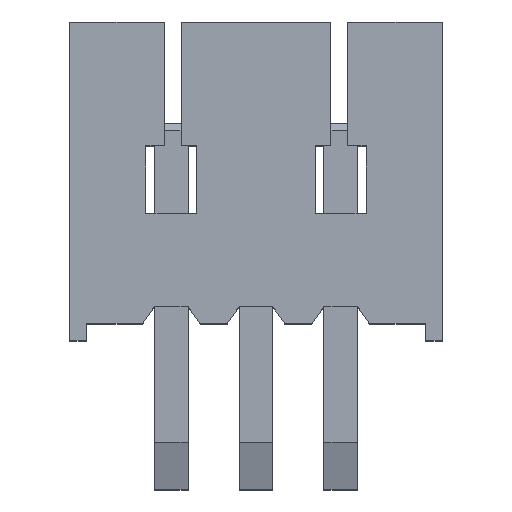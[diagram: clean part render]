
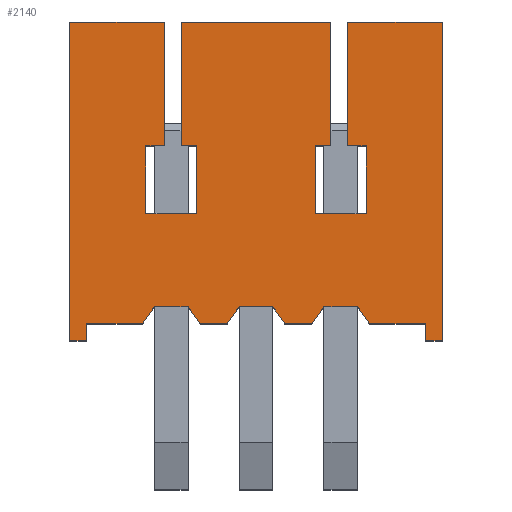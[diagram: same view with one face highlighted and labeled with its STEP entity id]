
A CAD part, top view. The second image highlights one B-rep face of the part: STEP entity #2140.
In plain terms, the highlighted planar face has unit normal (0, 0, 1).
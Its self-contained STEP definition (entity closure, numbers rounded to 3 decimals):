
#102=FACE_OUTER_BOUND('',#215,.T.);
#215=EDGE_LOOP('',(#1655,#1656,#1657,#1658,#1659,#1660,#1661,#1662,#1663,
#1664,#1665,#1666,#1667,#1668,#1669,#1670,#1671,#1672,#1673,#1674,#1675,
#1676,#1677,#1678,#1679,#1680,#1681,#1682,#1683,#1684,#1685,#1686,#1687,
#1688,#1689,#1690));
#388=LINE('',#3101,#688);
#394=LINE('',#3113,#694);
#397=LINE('',#3119,#697);
#400=LINE('',#3125,#700);
#403=LINE('',#3130,#703);
#405=LINE('',#3134,#705);
#408=LINE('',#3140,#708);
#411=LINE('',#3146,#711);
#414=LINE('',#3152,#714);
#418=LINE('',#3161,#718);
#421=LINE('',#3165,#721);
#423=LINE('',#3170,#723);
#426=LINE('',#3176,#726);
#429=LINE('',#3180,#729);
#432=LINE('',#3186,#732);
#435=LINE('',#3192,#735);
#436=LINE('',#3195,#736);
#439=LINE('',#3201,#739);
#440=LINE('',#3203,#740);
#441=LINE('',#3205,#741);
#442=LINE('',#3207,#742);
#443=LINE('',#3209,#743);
#444=LINE('',#3211,#744);
#445=LINE('',#3213,#745);
#446=LINE('',#3215,#746);
#447=LINE('',#3217,#747);
#448=LINE('',#3219,#748);
#449=LINE('',#3221,#749);
#450=LINE('',#3223,#750);
#451=LINE('',#3225,#751);
#452=LINE('',#3227,#752);
#453=LINE('',#3229,#753);
#454=LINE('',#3231,#754);
#455=LINE('',#3233,#755);
#456=LINE('',#3235,#756);
#457=LINE('',#3236,#757);
#688=VECTOR('',#2544,10.);
#694=VECTOR('',#2554,10.);
#697=VECTOR('',#2559,10.);
#700=VECTOR('',#2564,10.);
#703=VECTOR('',#2569,10.);
#705=VECTOR('',#2573,10.);
#708=VECTOR('',#2578,10.);
#711=VECTOR('',#2583,10.);
#714=VECTOR('',#2588,10.);
#718=VECTOR('',#2594,10.);
#721=VECTOR('',#2599,10.);
#723=VECTOR('',#2603,10.);
#726=VECTOR('',#2608,10.);
#729=VECTOR('',#2613,10.);
#732=VECTOR('',#2618,10.);
#735=VECTOR('',#2623,10.);
#736=VECTOR('',#2626,10.);
#739=VECTOR('',#2631,10.);
#740=VECTOR('',#2632,10.);
#741=VECTOR('',#2633,10.);
#742=VECTOR('',#2634,10.);
#743=VECTOR('',#2635,10.);
#744=VECTOR('',#2636,10.);
#745=VECTOR('',#2637,10.);
#746=VECTOR('',#2638,10.);
#747=VECTOR('',#2639,10.);
#748=VECTOR('',#2640,10.);
#749=VECTOR('',#2641,10.);
#750=VECTOR('',#2642,10.);
#751=VECTOR('',#2643,10.);
#752=VECTOR('',#2644,10.);
#753=VECTOR('',#2645,10.);
#754=VECTOR('',#2646,10.);
#755=VECTOR('',#2647,10.);
#756=VECTOR('',#2648,10.);
#757=VECTOR('',#2649,10.);
#943=VERTEX_POINT('',#3098);
#944=VERTEX_POINT('',#3100);
#947=VERTEX_POINT('',#3110);
#948=VERTEX_POINT('',#3112);
#950=VERTEX_POINT('',#3118);
#952=VERTEX_POINT('',#3124);
#953=VERTEX_POINT('',#3129);
#954=VERTEX_POINT('',#3133);
#956=VERTEX_POINT('',#3139);
#958=VERTEX_POINT('',#3145);
#960=VERTEX_POINT('',#3151);
#963=VERTEX_POINT('',#3158);
#964=VERTEX_POINT('',#3160);
#966=VERTEX_POINT('',#3169);
#968=VERTEX_POINT('',#3175);
#970=VERTEX_POINT('',#3184);
#972=VERTEX_POINT('',#3190);
#973=VERTEX_POINT('',#3194);
#975=VERTEX_POINT('',#3200);
#976=VERTEX_POINT('',#3202);
#977=VERTEX_POINT('',#3204);
#978=VERTEX_POINT('',#3206);
#979=VERTEX_POINT('',#3208);
#980=VERTEX_POINT('',#3210);
#981=VERTEX_POINT('',#3212);
#982=VERTEX_POINT('',#3214);
#983=VERTEX_POINT('',#3216);
#984=VERTEX_POINT('',#3218);
#985=VERTEX_POINT('',#3220);
#986=VERTEX_POINT('',#3222);
#987=VERTEX_POINT('',#3224);
#988=VERTEX_POINT('',#3226);
#989=VERTEX_POINT('',#3228);
#990=VERTEX_POINT('',#3230);
#991=VERTEX_POINT('',#3232);
#992=VERTEX_POINT('',#3234);
#1180=EDGE_CURVE('',#944,#943,#388,.T.);
#1186=EDGE_CURVE('',#948,#947,#394,.T.);
#1189=EDGE_CURVE('',#950,#944,#397,.T.);
#1192=EDGE_CURVE('',#952,#950,#400,.T.);
#1195=EDGE_CURVE('',#953,#952,#403,.T.);
#1197=EDGE_CURVE('',#954,#953,#405,.T.);
#1200=EDGE_CURVE('',#956,#954,#408,.T.);
#1203=EDGE_CURVE('',#958,#956,#411,.T.);
#1206=EDGE_CURVE('',#960,#958,#414,.T.);
#1210=EDGE_CURVE('',#964,#963,#418,.T.);
#1213=EDGE_CURVE('',#947,#964,#421,.T.);
#1215=EDGE_CURVE('',#966,#948,#423,.T.);
#1218=EDGE_CURVE('',#968,#966,#426,.T.);
#1221=EDGE_CURVE('',#943,#968,#429,.T.);
#1224=EDGE_CURVE('',#963,#970,#432,.T.);
#1227=EDGE_CURVE('',#970,#972,#435,.T.);
#1228=EDGE_CURVE('',#973,#960,#436,.T.);
#1231=EDGE_CURVE('',#972,#975,#439,.T.);
#1232=EDGE_CURVE('',#976,#975,#440,.T.);
#1233=EDGE_CURVE('',#976,#977,#441,.T.);
#1234=EDGE_CURVE('',#977,#978,#442,.T.);
#1235=EDGE_CURVE('',#978,#979,#443,.T.);
#1236=EDGE_CURVE('',#979,#980,#444,.T.);
#1237=EDGE_CURVE('',#980,#981,#445,.T.);
#1238=EDGE_CURVE('',#981,#982,#446,.T.);
#1239=EDGE_CURVE('',#982,#983,#447,.T.);
#1240=EDGE_CURVE('',#984,#983,#448,.T.);
#1241=EDGE_CURVE('',#984,#985,#449,.T.);
#1242=EDGE_CURVE('',#985,#986,#450,.T.);
#1243=EDGE_CURVE('',#986,#987,#451,.T.);
#1244=EDGE_CURVE('',#987,#988,#452,.T.);
#1245=EDGE_CURVE('',#988,#989,#453,.T.);
#1246=EDGE_CURVE('',#989,#990,#454,.T.);
#1247=EDGE_CURVE('',#990,#991,#455,.T.);
#1248=EDGE_CURVE('',#992,#991,#456,.T.);
#1249=EDGE_CURVE('',#973,#992,#457,.T.);
#1655=ORIENTED_EDGE('',*,*,#1206,.T.);
#1656=ORIENTED_EDGE('',*,*,#1203,.T.);
#1657=ORIENTED_EDGE('',*,*,#1200,.T.);
#1658=ORIENTED_EDGE('',*,*,#1197,.T.);
#1659=ORIENTED_EDGE('',*,*,#1195,.T.);
#1660=ORIENTED_EDGE('',*,*,#1192,.T.);
#1661=ORIENTED_EDGE('',*,*,#1189,.T.);
#1662=ORIENTED_EDGE('',*,*,#1180,.T.);
#1663=ORIENTED_EDGE('',*,*,#1221,.T.);
#1664=ORIENTED_EDGE('',*,*,#1218,.T.);
#1665=ORIENTED_EDGE('',*,*,#1215,.T.);
#1666=ORIENTED_EDGE('',*,*,#1186,.T.);
#1667=ORIENTED_EDGE('',*,*,#1213,.T.);
#1668=ORIENTED_EDGE('',*,*,#1210,.T.);
#1669=ORIENTED_EDGE('',*,*,#1224,.T.);
#1670=ORIENTED_EDGE('',*,*,#1227,.T.);
#1671=ORIENTED_EDGE('',*,*,#1231,.T.);
#1672=ORIENTED_EDGE('',*,*,#1232,.F.);
#1673=ORIENTED_EDGE('',*,*,#1233,.T.);
#1674=ORIENTED_EDGE('',*,*,#1234,.T.);
#1675=ORIENTED_EDGE('',*,*,#1235,.T.);
#1676=ORIENTED_EDGE('',*,*,#1236,.T.);
#1677=ORIENTED_EDGE('',*,*,#1237,.T.);
#1678=ORIENTED_EDGE('',*,*,#1238,.T.);
#1679=ORIENTED_EDGE('',*,*,#1239,.T.);
#1680=ORIENTED_EDGE('',*,*,#1240,.F.);
#1681=ORIENTED_EDGE('',*,*,#1241,.T.);
#1682=ORIENTED_EDGE('',*,*,#1242,.T.);
#1683=ORIENTED_EDGE('',*,*,#1243,.T.);
#1684=ORIENTED_EDGE('',*,*,#1244,.T.);
#1685=ORIENTED_EDGE('',*,*,#1245,.T.);
#1686=ORIENTED_EDGE('',*,*,#1246,.T.);
#1687=ORIENTED_EDGE('',*,*,#1247,.T.);
#1688=ORIENTED_EDGE('',*,*,#1248,.F.);
#1689=ORIENTED_EDGE('',*,*,#1249,.F.);
#1690=ORIENTED_EDGE('',*,*,#1228,.T.);
#2027=PLANE('',#2271);
#2140=ADVANCED_FACE('',(#102),#2027,.T.);
#2271=AXIS2_PLACEMENT_3D('',#3199,#2629,#2630);
#2544=DIRECTION('',(1.,0.,0.));
#2554=DIRECTION('',(1.,0.,0.));
#2559=DIRECTION('',(0.574,0.819,0.));
#2564=DIRECTION('',(1.,0.,0.));
#2569=DIRECTION('',(0.573,-0.819,0.));
#2573=DIRECTION('',(1.,0.,0.));
#2578=DIRECTION('',(0.573,0.819,0.));
#2583=DIRECTION('',(1.,0.,0.));
#2588=DIRECTION('',(0.,1.,0.));
#2594=DIRECTION('',(1.,0.,0.));
#2599=DIRECTION('',(0.573,-0.819,0.));
#2603=DIRECTION('',(0.573,0.819,0.));
#2608=DIRECTION('',(1.,0.,0.));
#2613=DIRECTION('',(0.574,-0.819,0.));
#2618=DIRECTION('',(0.,-1.,0.));
#2623=DIRECTION('',(1.,0.,0.));
#2626=DIRECTION('',(1.,0.,0.));
#2629=DIRECTION('center_axis',(0.,0.,1.));
#2630=DIRECTION('ref_axis',(1.,0.,0.));
#2631=DIRECTION('',(0.,1.,0.));
#2632=DIRECTION('',(1.,0.,0.));
#2633=DIRECTION('',(0.,-1.,0.));
#2634=DIRECTION('',(1.,0.,0.));
#2635=DIRECTION('',(0.,-1.,0.));
#2636=DIRECTION('',(-1.,0.,0.));
#2637=DIRECTION('',(0.,1.,0.));
#2638=DIRECTION('',(1.,0.,0.));
#2639=DIRECTION('',(0.,1.,0.));
#2640=DIRECTION('',(1.,0.,0.));
#2641=DIRECTION('',(0.,-1.,0.));
#2642=DIRECTION('',(1.,0.,0.));
#2643=DIRECTION('',(0.,-1.,0.));
#2644=DIRECTION('',(-1.,0.,0.));
#2645=DIRECTION('',(0.,1.,0.));
#2646=DIRECTION('',(1.,0.,0.));
#2647=DIRECTION('',(0.,1.,0.));
#2648=DIRECTION('',(1.,0.,0.));
#2649=DIRECTION('',(0.,1.,0.));
#3098=CARTESIAN_POINT('',(3.,0.5,0.));
#3100=CARTESIAN_POINT('',(2.5,0.5,0.));
#3101=CARTESIAN_POINT('',(1.25,0.5,0.));
#3110=CARTESIAN_POINT('',(4.25,0.5,0.));
#3112=CARTESIAN_POINT('',(3.75,0.5,0.));
#3113=CARTESIAN_POINT('',(1.875,0.5,0.));
#3118=CARTESIAN_POINT('',(2.325,0.25,0.));
#3119=CARTESIAN_POINT('',(1.884,-0.38,0.));
#3124=CARTESIAN_POINT('',(1.925,0.25,0.));
#3125=CARTESIAN_POINT('',(0.962,0.25,0.));
#3129=CARTESIAN_POINT('',(1.75,0.5,0.));
#3130=CARTESIAN_POINT('',(1.58,0.743,0.));
#3133=CARTESIAN_POINT('',(1.25,0.5,0.));
#3134=CARTESIAN_POINT('',(0.625,0.5,0.));
#3139=CARTESIAN_POINT('',(1.075,0.25,0.));
#3140=CARTESIAN_POINT('',(0.84,-0.086,0.));
#3145=CARTESIAN_POINT('',(0.25,0.25,0.));
#3146=CARTESIAN_POINT('',(0.125,0.25,0.));
#3151=CARTESIAN_POINT('',(0.25,0.,0.));
#3152=CARTESIAN_POINT('',(0.25,0.,0.));
#3158=CARTESIAN_POINT('',(5.25,0.25,0.));
#3160=CARTESIAN_POINT('',(4.425,0.25,0.));
#3161=CARTESIAN_POINT('',(2.212,0.25,0.));
#3165=CARTESIAN_POINT('',(3.669,1.33,0.));
#3169=CARTESIAN_POINT('',(3.575,0.25,0.));
#3170=CARTESIAN_POINT('',(2.929,-0.674,0.));
#3175=CARTESIAN_POINT('',(3.175,0.25,0.));
#3176=CARTESIAN_POINT('',(1.588,0.25,0.));
#3180=CARTESIAN_POINT('',(2.624,1.037,0.));
#3184=CARTESIAN_POINT('',(5.25,0.,0.));
#3186=CARTESIAN_POINT('',(5.25,0.125,0.));
#3190=CARTESIAN_POINT('',(5.5,0.,0.));
#3192=CARTESIAN_POINT('',(0.,0.,0.));
#3194=CARTESIAN_POINT('',(0.,0.,0.));
#3195=CARTESIAN_POINT('',(0.,0.,0.));
#3199=CARTESIAN_POINT('Origin',(0.,0.,0.));
#3200=CARTESIAN_POINT('',(5.5,4.7,0.));
#3201=CARTESIAN_POINT('',(5.5,0.,0.));
#3202=CARTESIAN_POINT('',(4.1,4.7,0.));
#3203=CARTESIAN_POINT('',(0.,4.7,0.));
#3204=CARTESIAN_POINT('',(4.1,2.875,0.));
#3205=CARTESIAN_POINT('',(4.1,2.425,0.));
#3206=CARTESIAN_POINT('',(4.375,2.875,0.));
#3207=CARTESIAN_POINT('',(1.813,2.875,0.));
#3208=CARTESIAN_POINT('',(4.375,1.875,0.));
#3209=CARTESIAN_POINT('',(4.375,1.437,0.));
#3210=CARTESIAN_POINT('',(3.625,1.875,0.));
#3211=CARTESIAN_POINT('',(2.188,1.875,0.));
#3212=CARTESIAN_POINT('',(3.625,2.875,0.));
#3213=CARTESIAN_POINT('',(3.625,0.937,0.));
#3214=CARTESIAN_POINT('',(3.85,2.875,0.));
#3215=CARTESIAN_POINT('',(1.813,2.875,0.));
#3216=CARTESIAN_POINT('',(3.85,4.7,0.));
#3217=CARTESIAN_POINT('',(3.85,1.175,0.));
#3218=CARTESIAN_POINT('',(1.65,4.7,0.));
#3219=CARTESIAN_POINT('',(0.,4.7,0.));
#3220=CARTESIAN_POINT('',(1.65,2.875,0.));
#3221=CARTESIAN_POINT('',(1.65,2.425,0.));
#3222=CARTESIAN_POINT('',(1.875,2.875,0.));
#3223=CARTESIAN_POINT('',(0.563,2.875,0.));
#3224=CARTESIAN_POINT('',(1.875,1.875,0.));
#3225=CARTESIAN_POINT('',(1.875,1.437,0.));
#3226=CARTESIAN_POINT('',(1.125,1.875,0.));
#3227=CARTESIAN_POINT('',(0.938,1.875,0.));
#3228=CARTESIAN_POINT('',(1.125,2.875,0.));
#3229=CARTESIAN_POINT('',(1.125,0.937,0.));
#3230=CARTESIAN_POINT('',(1.4,2.875,0.));
#3231=CARTESIAN_POINT('',(0.563,2.875,0.));
#3232=CARTESIAN_POINT('',(1.4,4.7,0.));
#3233=CARTESIAN_POINT('',(1.4,1.175,0.));
#3234=CARTESIAN_POINT('',(0.,4.7,0.));
#3235=CARTESIAN_POINT('',(0.,4.7,0.));
#3236=CARTESIAN_POINT('',(0.,0.,0.));
